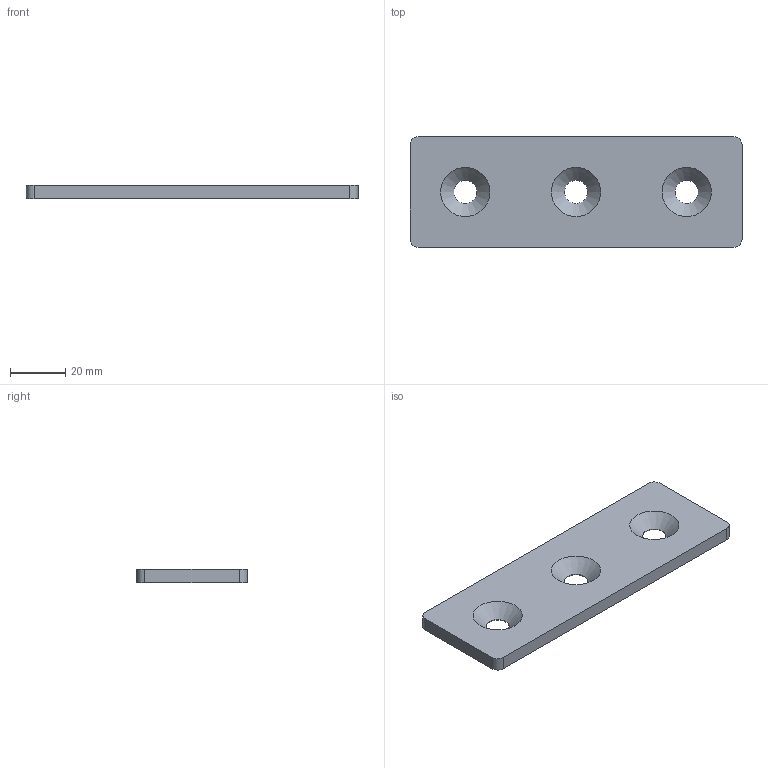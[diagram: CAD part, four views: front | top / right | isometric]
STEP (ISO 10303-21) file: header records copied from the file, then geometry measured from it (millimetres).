
FILE_DESCRIPTION( ( 'STEP AP203' ), '1' );
FILE_NAME( '_ 093V40120S.stp', '2021-11-22T09:20:47', ( 'License CC BY-ND 4.0' ), ( 'CADENAS' ), ' ', 'PARTsolutions', ' ' );
FILE_SCHEMA( ( 'CONFIG_CONTROL_DESIGN' ) );
Length unit declared in the file: millimetre
Products named in the file (1): _* 093V40120S
Bounding box: 120 x 40 x 5 mm (x, y, z)
Volume: 21929.5 mm3; surface area: 11090.4 mm2
Topology: 1 solids, 1 shells, 16 faces, 39 edges, 25 vertices
Faces by surface type: cylinder 7, plane 6, cone 3
Full cylindrical faces by diameter (mm): 8.4 x3
Entity records: 502 total; most frequent: DIRECTION 84, CARTESIAN_POINT 75, ORIENTED_EDGE 66, AXIS2_PLACEMENT_3D 34, EDGE_CURVE 33, EDGE_LOOP 28, VERTEX_POINT 25, FACE_OUTER_BOUND 19
